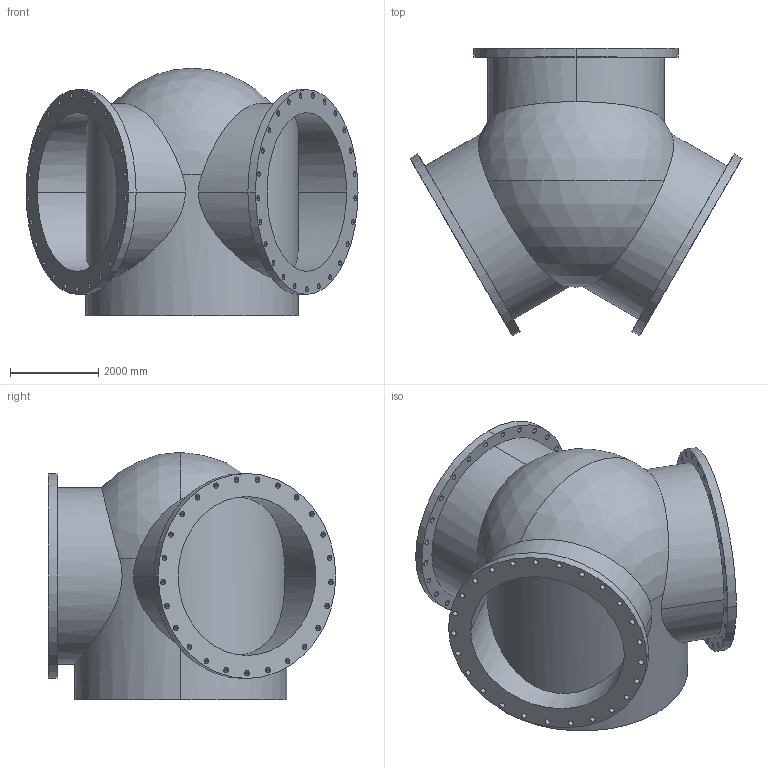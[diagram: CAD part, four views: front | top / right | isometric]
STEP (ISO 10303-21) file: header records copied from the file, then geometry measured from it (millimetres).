
FILE_DESCRIPTION (( 'STEP AP203' ), '1' );
FILE_NAME ('Rigid_hub.step', '2022-07-15T20:03:52', ( '' ), ( '' ), 'SwSTEP 2.0', 'SolidWorks 2022', '' );
FILE_SCHEMA (( 'CONFIG_CONTROL_DESIGN' ));
Length unit declared in the file: millimetre
Products named in the file (1): Rigid_hub
Bounding box: 7516.15 x 6509.18 x 5600 mm (x, y, z)
Volume: 98831048019.2 mm3; surface area: 211006463.2 mm2
Topology: 1 solids, 1 shells, 183 faces, 528 edges, 352 vertices
Faces by surface type: cylinder 174, plane 7, sphere 2
Entity records: 8619 total; most frequent: CARTESIAN_POINT 3152, DIRECTION 1201, ORIENTED_EDGE 1052, EDGE_CURVE 526, AXIS2_PLACEMENT_3D 515, VERTEX_POINT 351, EDGE_LOOP 339, CIRCLE 331
